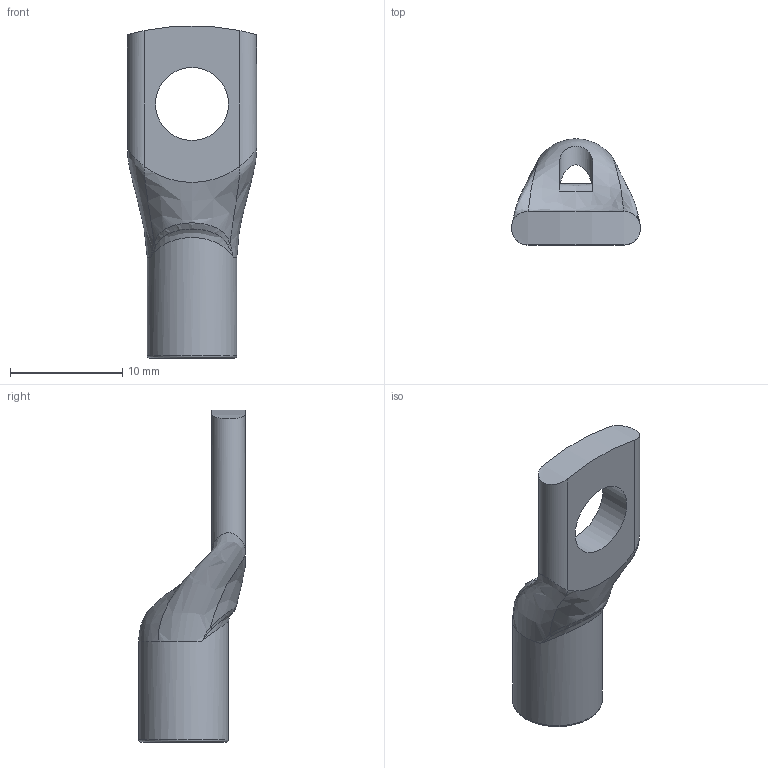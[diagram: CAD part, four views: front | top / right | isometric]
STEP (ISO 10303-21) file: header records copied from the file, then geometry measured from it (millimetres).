
FILE_DESCRIPTION((''),'2;1');
FILE_NAME('PK10-6.stp','2016-02-12T07:49:02',(''),(''),'Autodesk Inventor 2010','Autodesk Inventor 2010','');
FILE_SCHEMA(('AUTOMOTIVE_DESIGN { 1 0 10303 214 1 1 1 1 }'));
Length unit declared in the file: millimetre
Products named in the file (1): PK10-6
Bounding box: 11.5 x 9.5 x 29.59 mm (x, y, z)
Volume: 851.6 mm3; surface area: 1070.5 mm2
Topology: 1 solids, 1 shells, 152 faces, 418 edges, 278 vertices
Faces by surface type: plane 71, bspline 43, cylinder 36, torus 1, cone 1
Full cylindrical faces by diameter (mm): 5 x1, 6.5 x1, 8 x1
Entity records: 5965 total; most frequent: CARTESIAN_POINT 2338, ORIENTED_EDGE 820, DIRECTION 611, EDGE_CURVE 410, VERTEX_POINT 277, VECTOR 227, LINE 227, AXIS2_PLACEMENT_3D 192
